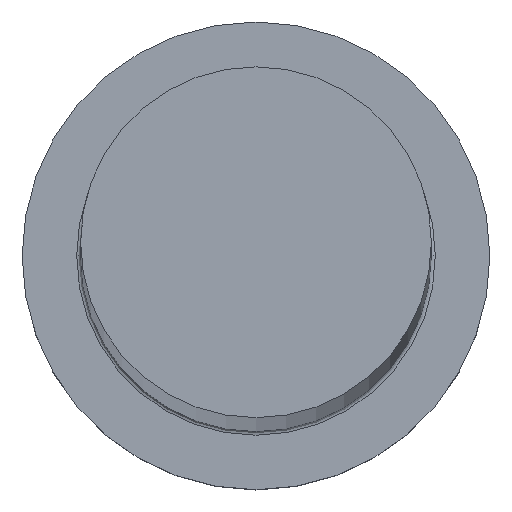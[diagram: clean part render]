
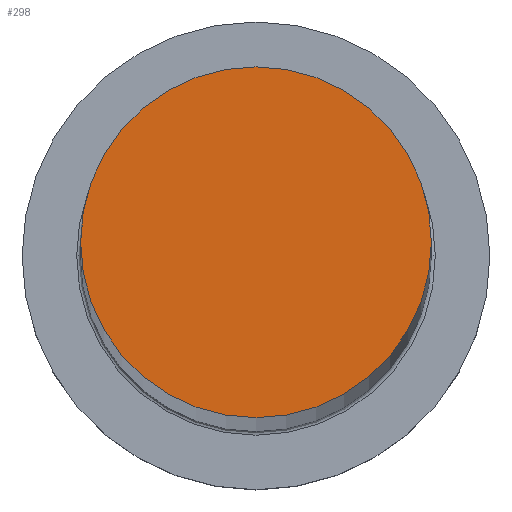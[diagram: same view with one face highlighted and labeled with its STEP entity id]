
A CAD part, top view. The second image highlights one B-rep face of the part: STEP entity #298.
In plain terms, the highlighted planar face has unit normal (0, 0, 1).
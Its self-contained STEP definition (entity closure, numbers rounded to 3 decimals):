
#7 = AXIS2_PLACEMENT_3D ( 'NONE', #37, #295, #10 ) ;
#10 = DIRECTION ( 'NONE',  ( 1., 0., 0. ) ) ;
#20 = FACE_OUTER_BOUND ( 'NONE', #25, .T. ) ;
#23 = CARTESIAN_POINT ( 'NONE',  ( -9., 0., 407. ) ) ;
#25 = EDGE_LOOP ( 'NONE', ( #80, #231 ) ) ;
#37 = CARTESIAN_POINT ( 'NONE',  ( 0., 0., 407. ) ) ;
#44 = PLANE ( 'NONE',  #225 ) ;
#58 = CIRCLE ( 'NONE', #7, 9. ) ;
#70 = CARTESIAN_POINT ( 'NONE',  ( 0., 0., 407. ) ) ;
#72 = DIRECTION ( 'NONE',  ( 0., 0., 1. ) ) ;
#74 = CARTESIAN_POINT ( 'NONE',  ( 0., 0., 407. ) ) ;
#80 = ORIENTED_EDGE ( 'NONE', *, *, #300, .T. ) ;
#102 = EDGE_CURVE ( 'NONE', #274, #253, #58, .T. ) ;
#116 = DIRECTION ( 'NONE',  ( 0., 0., 1. ) ) ;
#120 = DIRECTION ( 'NONE',  ( 1., 0., 0. ) ) ;
#155 = AXIS2_PLACEMENT_3D ( 'NONE', #74, #72, #259 ) ;
#200 = CIRCLE ( 'NONE', #155, 9. ) ;
#225 = AXIS2_PLACEMENT_3D ( 'NONE', #70, #116, #120 ) ;
#231 = ORIENTED_EDGE ( 'NONE', *, *, #102, .T. ) ;
#253 = VERTEX_POINT ( 'NONE', #23 ) ;
#259 = DIRECTION ( 'NONE',  ( 1., 0., 0. ) ) ;
#274 = VERTEX_POINT ( 'NONE', #303 ) ;
#295 = DIRECTION ( 'NONE',  ( 0., 0., 1. ) ) ;
#298 = ADVANCED_FACE ( 'NONE', ( #20 ), #44, .T. ) ;
#300 = EDGE_CURVE ( 'NONE', #253, #274, #200, .T. ) ;
#303 = CARTESIAN_POINT ( 'NONE',  ( 9., 0., 407. ) ) ;
